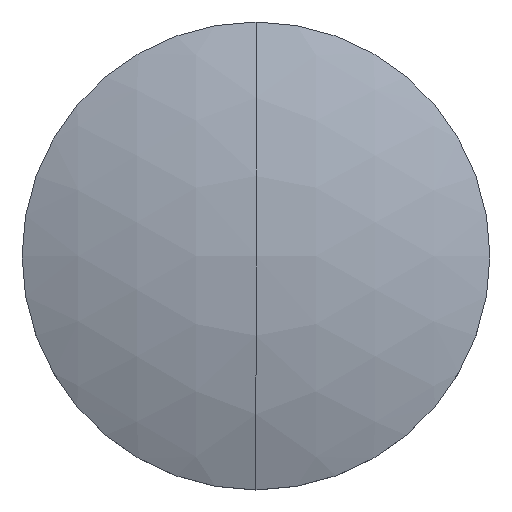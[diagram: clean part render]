
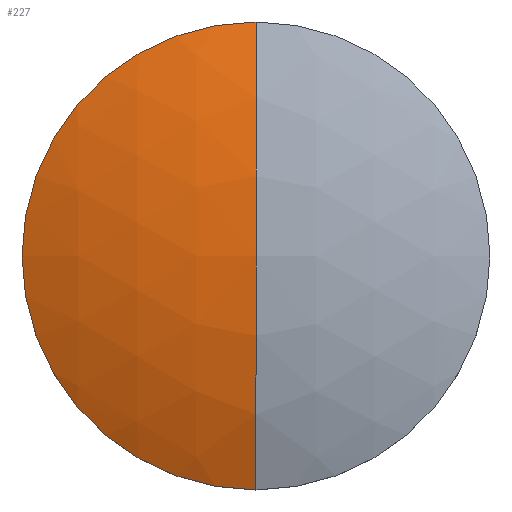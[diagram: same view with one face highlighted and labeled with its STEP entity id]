
A CAD part, top view. The second image highlights one B-rep face of the part: STEP entity #227.
In plain terms, the highlighted spherical face has radius 38.63 mm.
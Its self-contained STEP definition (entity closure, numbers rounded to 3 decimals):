
#9 = CARTESIAN_POINT ( 'NONE',  ( 0., 0., 2.765 ) ) ;
#23 = CARTESIAN_POINT ( 'NONE',  ( 0., 0., -35.865 ) ) ;
#24 = CIRCLE ( 'NONE', #47, 38.63 ) ;
#26 = DIRECTION ( 'NONE',  ( -1., 0., 0. ) ) ;
#32 = DIRECTION ( 'NONE',  ( 1., 0., 0. ) ) ;
#33 = DIRECTION ( 'NONE',  ( 0., 0., 1. ) ) ;
#34 = CARTESIAN_POINT ( 'NONE',  ( 0., 0., -0.266 ) ) ;
#36 = DIRECTION ( 'NONE',  ( 0., 0., -1. ) ) ;
#42 = SPHERICAL_SURFACE ( 'NONE', #43, 38.63 ) ;
#43 = AXIS2_PLACEMENT_3D ( 'NONE', #23, #26, #99 ) ;
#45 = CARTESIAN_POINT ( 'NONE',  ( 0., 0., -35.865 ) ) ;
#47 = AXIS2_PLACEMENT_3D ( 'NONE', #45, #32, #36 ) ;
#48 = FACE_OUTER_BOUND ( 'NONE', #217, .T. ) ;
#56 = CARTESIAN_POINT ( 'NONE',  ( 0., 15., -0.266 ) ) ;
#58 = AXIS2_PLACEMENT_3D ( 'NONE', #34, #33, #62 ) ;
#59 = CIRCLE ( 'NONE', #58, 15. ) ;
#62 = DIRECTION ( 'NONE',  ( 1., 0., 0. ) ) ;
#64 = CARTESIAN_POINT ( 'NONE',  ( -15., 0., -0.266 ) ) ;
#94 = DIRECTION ( 'NONE',  ( 1., 0., 0. ) ) ;
#95 = DIRECTION ( 'NONE',  ( 0., 0., 1. ) ) ;
#96 = CARTESIAN_POINT ( 'NONE',  ( 0., 0., -0.266 ) ) ;
#97 = AXIS2_PLACEMENT_3D ( 'NONE', #96, #95, #94 ) ;
#98 = CIRCLE ( 'NONE', #97, 15. ) ;
#99 = DIRECTION ( 'NONE',  ( 0., 1., 0. ) ) ;
#186 = CARTESIAN_POINT ( 'NONE',  ( 0., 0., -35.865 ) ) ;
#187 = DIRECTION ( 'NONE',  ( 0., -1., 0. ) ) ;
#188 = DIRECTION ( 'NONE',  ( -1., 0., 0. ) ) ;
#189 = AXIS2_PLACEMENT_3D ( 'NONE', #186, #188, #187 ) ;
#190 = VERTEX_POINT ( 'NONE', #197 ) ;
#197 = CARTESIAN_POINT ( 'NONE',  ( 0., -15., -0.266 ) ) ;
#200 = EDGE_CURVE ( 'NONE', #190, #203, #233, .T. ) ;
#201 = ORIENTED_EDGE ( 'NONE', *, *, #200, .T. ) ;
#202 = ORIENTED_EDGE ( 'NONE', *, *, #216, .F. ) ;
#203 = VERTEX_POINT ( 'NONE', #9 ) ;
#216 = EDGE_CURVE ( 'NONE', #220, #203, #24, .T. ) ;
#217 = EDGE_LOOP ( 'NONE', ( #230, #228, #201, #202 ) ) ;
#220 = VERTEX_POINT ( 'NONE', #56 ) ;
#221 = VERTEX_POINT ( 'NONE', #64 ) ;
#225 = EDGE_CURVE ( 'NONE', #220, #221, #59, .T. ) ;
#227 = ADVANCED_FACE ( 'NONE', ( #48 ), #42, .T. ) ;
#228 = ORIENTED_EDGE ( 'NONE', *, *, #229, .T. ) ;
#229 = EDGE_CURVE ( 'NONE', #221, #190, #98, .T. ) ;
#230 = ORIENTED_EDGE ( 'NONE', *, *, #225, .T. ) ;
#233 = CIRCLE ( 'NONE', #189, 38.63 ) ;
